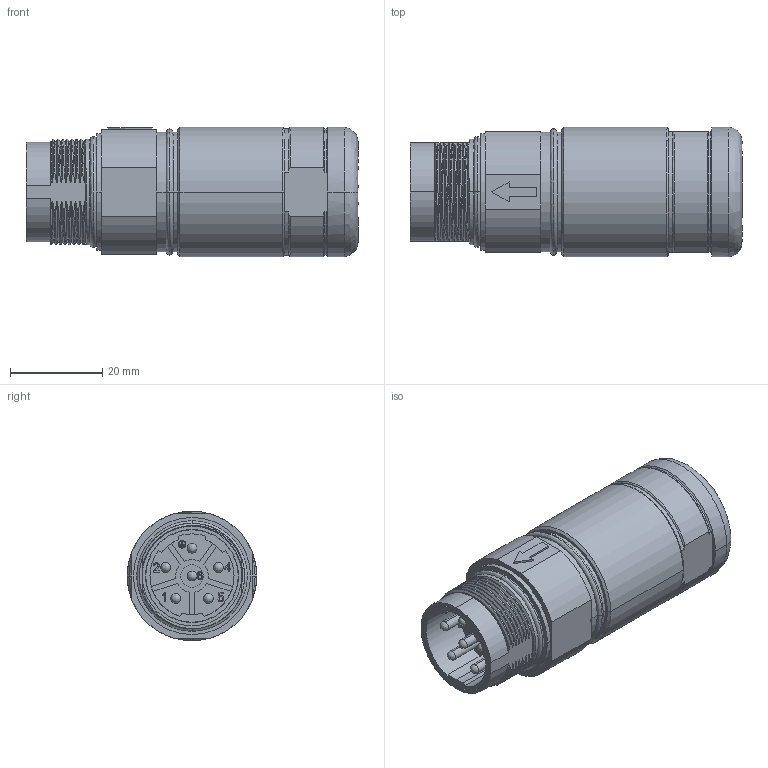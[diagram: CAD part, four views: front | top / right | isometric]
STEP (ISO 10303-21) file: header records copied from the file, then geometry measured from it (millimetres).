
FILE_DESCRIPTION (( 'STEP AP203' ), '1' );
FILE_NAME ('P406.STEP', '2020-04-15T07:28:02', ( 'edpusr' ), ( 'Microsoft' ), 'SwSTEP 2.0', 'SolidWorks 2015', '' );
FILE_SCHEMA (( 'CONFIG_CONTROL_DESIGN' ));
Length unit declared in the file: millimetre
Products named in the file (1): P406
Bounding box: 71.8 x 28 x 28 mm (x, y, z)
Volume: 33326.7 mm3; surface area: 12931.2 mm2
Topology: 3 solids, 10 shells, 346 faces, 882 edges, 570 vertices
Faces by surface type: plane 134, bspline 106, cylinder 102, cone 4
Entity records: 26118 total; most frequent: CARTESIAN_POINT 18482, ORIENTED_EDGE 1740, DIRECTION 1322, EDGE_CURVE 870, VERTEX_POINT 570, AXIS2_PLACEMENT_3D 441, LINE 440, VECTOR 440
